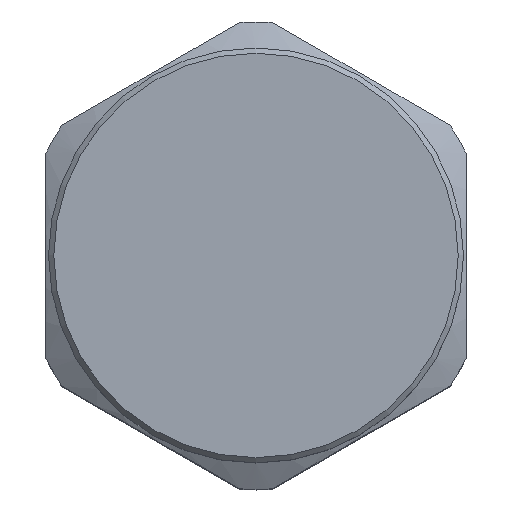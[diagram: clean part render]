
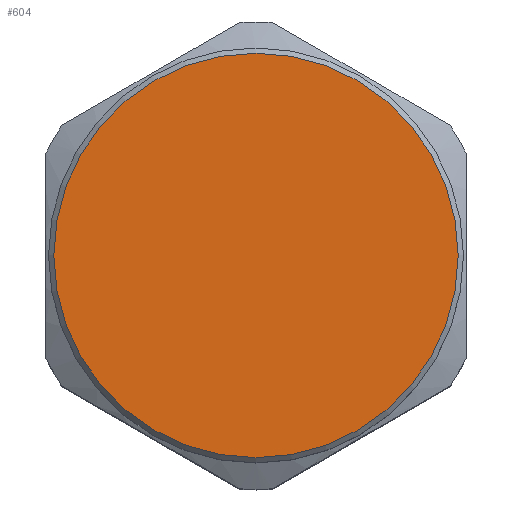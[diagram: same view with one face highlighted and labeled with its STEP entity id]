
A CAD part, top view. The second image highlights one B-rep face of the part: STEP entity #604.
In plain terms, the highlighted planar face has unit normal (0, 0, 1).
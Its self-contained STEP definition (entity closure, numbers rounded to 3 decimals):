
#205=CARTESIAN_POINT('',(19.25,0.,49.));
#206=VERTEX_POINT('',#205);
#207=CARTESIAN_POINT('',(0.,0.,49.));
#208=DIRECTION('',(0.0,0.0,-1.0));
#209=DIRECTION('',(-1.0,0.0,0.0));
#210=AXIS2_PLACEMENT_3D('',#207,#208,#209);
#211=CIRCLE('',#210,19.25);
#212=EDGE_CURVE('',#206,#206,#211,.T.);
#596=CARTESIAN_POINT('',(0.,0.0,49.0));
#597=DIRECTION('',(0.0,0.0,-1.0));
#598=DIRECTION('',(-0.972,-0.233,0.0));
#599=AXIS2_PLACEMENT_3D('',#596,#597,#598);
#600=PLANE('',#599);
#601=ORIENTED_EDGE('',*,*,#212,.F.);
#602=EDGE_LOOP('',(#601));
#603=FACE_OUTER_BOUND('',#602,.T.);
#604=ADVANCED_FACE('',(#603),#600,.F.);
